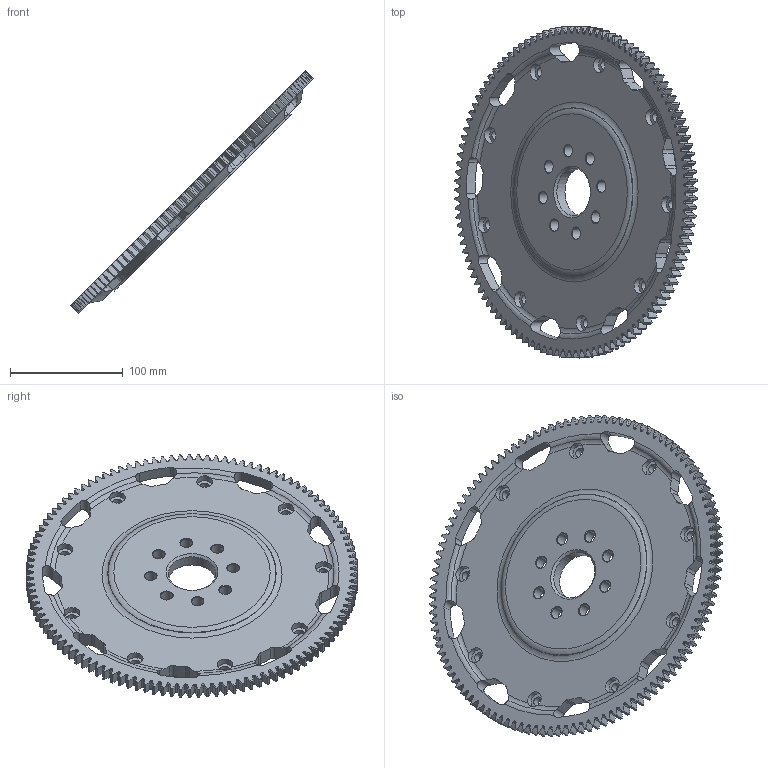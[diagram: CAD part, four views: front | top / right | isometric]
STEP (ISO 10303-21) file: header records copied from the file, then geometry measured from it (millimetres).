
FILE_DESCRIPTION(/* description */ (''),/* implementation_level */ '2;1');
FILE_NAME(/* name */ 'маховик JZ+RB.stp',/* time_stamp */ '2020-10-21T15:56:46+03:00',/* author */ (''),/* organization */ (''),/* preprocessor_version */ 'ST-DEVELOPER v16',/* originating_system */ 'SIEMENS PLM Software NX 10.0',/* authorisation */ '');
FILE_SCHEMA (('AP203_CONFIGURATION_CONTROLLED_3D_DESIGN_OF_MECHANICAL_PARTS_AND_ASSEMBLIES_MIM_LF { 1 0 10303 403 2 1 2}'));
Length unit declared in the file: millimetre
Products named in the file (1): User00C48C8Ejrwq
Bounding box: 215.43 x 294.64 x 215.42 mm (x, y, z)
Volume: 783777.1 mm3; surface area: 158210.8 mm2
Topology: 1 solids, 1 shells, 849 faces, 2457 edges, 1597 vertices
Faces by surface type: cylinder 543, cone 250, plane 34, torus 22
Full cylindrical faces by diameter (mm): 8.1 x9, 10.4 x8, 14 x9, 42.02 x1, 150 x1, 221.6 x1
Entity records: 29547 total; most frequent: CARTESIAN_POINT 6262, DIRECTION 5502, ORIENTED_EDGE 4760, AXIS2_PLACEMENT_3D 2467, EDGE_CURVE 2380, VERTEX_POINT 1564, CIRCLE 1501, EDGE_LOOP 934
